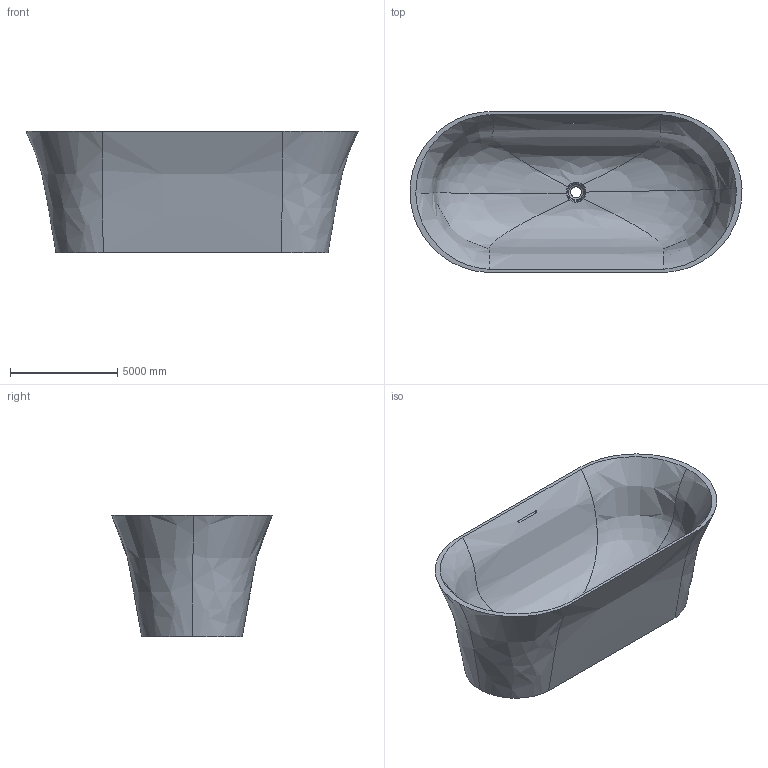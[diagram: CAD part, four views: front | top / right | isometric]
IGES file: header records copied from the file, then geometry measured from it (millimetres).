
Global section: file name: SLC-1550 N18-B; native system: AutoCAD 2016 - English; preprocessor: Autodesk Translation Framework DWG producer (atf_dwg_producer); organization: unknown; date: 20170222.153531; units: centimetre
Bounding box: 15495.75 x 7495.79 x 5650 mm (x, y, z)
Volume: 146752059475.6 mm3; surface area: 445720376.6 mm2
Topology: 1 solids, 1 shells, 28 faces, 75 edges, 51 vertices
Faces by surface type: bspline 28
